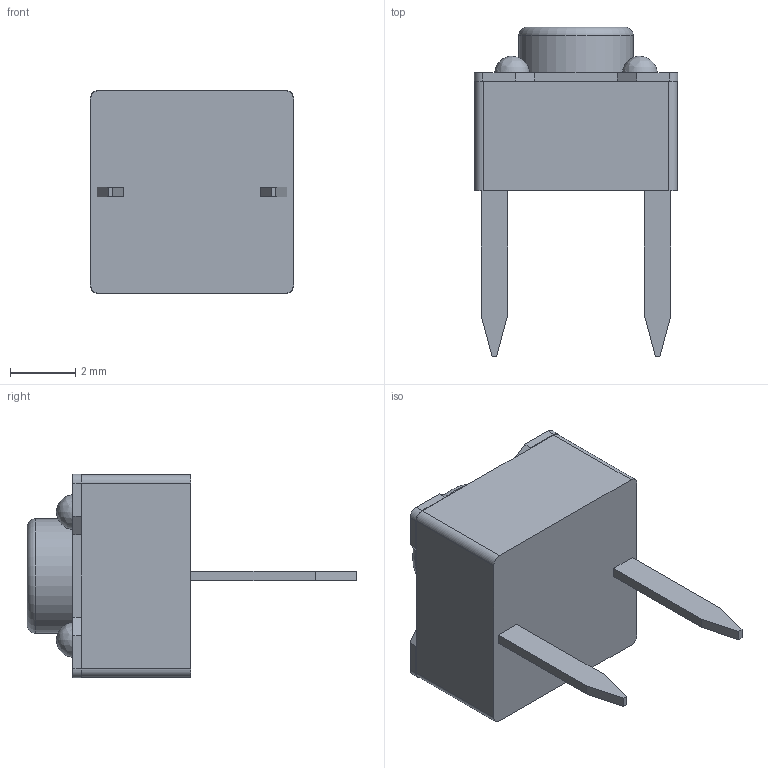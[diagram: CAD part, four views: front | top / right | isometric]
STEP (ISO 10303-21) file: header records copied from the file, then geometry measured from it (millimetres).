
FILE_DESCRIPTION(('FreeCAD Model'),'2;1');
FILE_NAME('Open CASCADE Shape Model','2022-05-11T19:49:07',('Author'),( ''),'Open CASCADE STEP processor 7.5','FreeCAD','Unknown');
FILE_SCHEMA(('AUTOMOTIVE_DESIGN { 1 0 10303 214 1 1 1 1 }'));
Length unit declared in the file: millimetre
Products named in the file (1): Tactal Switch -THru (6mmx 6mmx5mm)-Colored
Bounding box: 6.23 x 10.08 x 6.23 mm (x, y, z)
Volume: 154 mm3; surface area: 203.2 mm2
Topology: 1 solids, 1 shells, 67 faces, 169 edges, 111 vertices
Faces by surface type: plane 53, cylinder 9, bspline 4, torus 1
Full cylindrical faces by diameter (mm): 3.505 x1
Entity records: 5486 total; most frequent: CARTESIAN_POINT 1637, DIRECTION 626, LINE 428, VECTOR 428, ORIENTED_EDGE 338, PCURVE 338, DEFINITIONAL_REPRESENTATION 338, EDGE_CURVE 169
